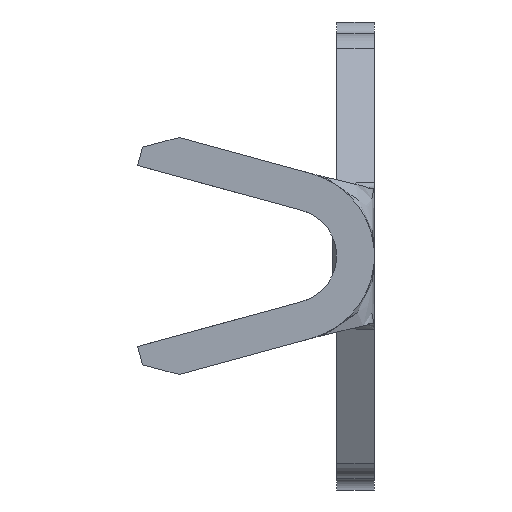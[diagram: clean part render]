
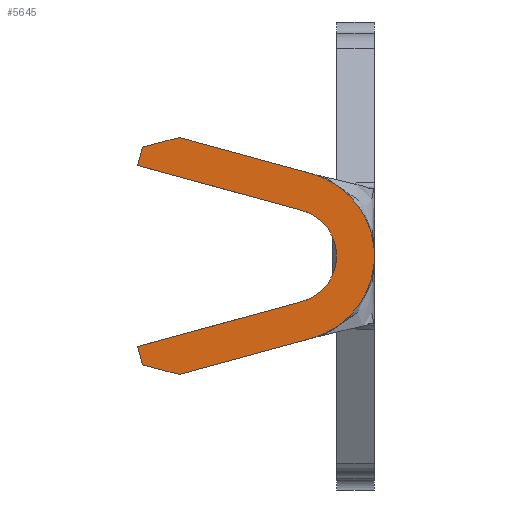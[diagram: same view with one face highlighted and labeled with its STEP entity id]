
A CAD part, left-side view. The second image highlights one B-rep face of the part: STEP entity #5645.
In plain terms, the highlighted planar face has unit normal (-1, 0, 0).
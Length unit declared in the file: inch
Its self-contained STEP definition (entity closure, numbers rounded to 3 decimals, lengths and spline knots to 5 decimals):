
#11 = VECTOR ( 'NONE', #2273, 39.37008 ) ;
#158 = EDGE_CURVE ( 'NONE', #2213, #2743, #3311, .T. ) ;
#316 = DIRECTION ( 'NONE',  ( 0., 0.967, -0.254 ) ) ;
#550 = CARTESIAN_POINT ( 'NONE',  ( -0.375, 0.05303, 0.06945 ) ) ;
#558 = EDGE_CURVE ( 'NONE', #5590, #5744, #2738, .T. ) ;
#808 = CARTESIAN_POINT ( 'NONE',  ( -0.375, 0.16483, -0.1 ) ) ;
#884 = PLANE ( 'NONE',  #2571 ) ;
#956 = EDGE_CURVE ( 'NONE', #5744, #2057, #1679, .T. ) ;
#1035 = VERTEX_POINT ( 'NONE', #1688 ) ;
#1041 = CARTESIAN_POINT ( 'NONE',  ( -0.375, 0.06146, 0.03859 ) ) ;
#1043 = VERTEX_POINT ( 'NONE', #1511 ) ;
#1060 = LINE ( 'NONE', #550, #4805 ) ;
#1254 = EDGE_LOOP ( 'NONE', ( #3385, #2487, #2771, #5811, #5891, #4834, #1839, #4586, #2791, #3140 ) ) ;
#1483 = LINE ( 'NONE', #2353, #6520 ) ;
#1511 = CARTESIAN_POINT ( 'NONE',  ( -0.375, 0.2, 0.07643 ) ) ;
#1548 = AXIS2_PLACEMENT_3D ( 'NONE', #2574, #2537, #2224 ) ;
#1573 = VECTOR ( 'NONE', #5077, 39.37008 ) ;
#1617 = EDGE_CURVE ( 'NONE', #5431, #5590, #1664, .T. ) ;
#1664 = LINE ( 'NONE', #3879, #5540 ) ;
#1679 = LINE ( 'NONE', #4587, #2729 ) ;
#1688 = CARTESIAN_POINT ( 'NONE',  ( -0.375, 0.16483, 0.1 ) ) ;
#1748 = EDGE_CURVE ( 'NONE', #2743, #5431, #2716, .T. ) ;
#1826 = CARTESIAN_POINT ( 'NONE',  ( -0.375, 0.05303, 0.06945 ) ) ;
#1839 = ORIENTED_EDGE ( 'NONE', *, *, #1748, .T. ) ;
#1850 = CARTESIAN_POINT ( 'NONE',  ( -0.375, 0.06146, -0.03859 ) ) ;
#1883 = DIRECTION ( 'NONE',  ( 0., 0.965, -0.264 ) ) ;
#1926 = DIRECTION ( 'NONE',  ( -1., 0., 0. ) ) ;
#2057 = VERTEX_POINT ( 'NONE', #5469 ) ;
#2084 = EDGE_CURVE ( 'NONE', #2955, #1043, #2630, .T. ) ;
#2096 = EDGE_CURVE ( 'NONE', #2057, #6398, #6319, .T. ) ;
#2152 = CARTESIAN_POINT ( 'NONE',  ( -0.375, 0.06146, -0.03859 ) ) ;
#2213 = VERTEX_POINT ( 'NONE', #1041 ) ;
#2224 = DIRECTION ( 'NONE',  ( 0., 0., 1. ) ) ;
#2273 = DIRECTION ( 'NONE',  ( 0., -0.967, -0.254 ) ) ;
#2353 = CARTESIAN_POINT ( 'NONE',  ( -0.375, 0.06146, 0.03859 ) ) ;
#2487 = ORIENTED_EDGE ( 'NONE', *, *, #4315, .T. ) ;
#2515 = AXIS2_PLACEMENT_3D ( 'NONE', #4040, #4018, #4000 ) ;
#2537 = DIRECTION ( 'NONE',  ( 1., 0., 0. ) ) ;
#2571 = AXIS2_PLACEMENT_3D ( 'NONE', #4941, #1926, #5442 ) ;
#2574 = CARTESIAN_POINT ( 'NONE',  ( -0.375, 0.072, 0. ) ) ;
#2630 = LINE ( 'NONE', #4992, #1573 ) ;
#2698 = VECTOR ( 'NONE', #316, 39.37008 ) ;
#2716 = LINE ( 'NONE', #1850, #4918 ) ;
#2729 = VECTOR ( 'NONE', #4657, 39.37008 ) ;
#2738 = LINE ( 'NONE', #5282, #11 ) ;
#2743 = VERTEX_POINT ( 'NONE', #2152 ) ;
#2760 = FACE_OUTER_BOUND ( 'NONE', #1254, .T. ) ;
#2771 = ORIENTED_EDGE ( 'NONE', *, *, #5035, .T. ) ;
#2791 = ORIENTED_EDGE ( 'NONE', *, *, #558, .T. ) ;
#2955 = VERTEX_POINT ( 'NONE', #5956 ) ;
#3140 = ORIENTED_EDGE ( 'NONE', *, *, #956, .T. ) ;
#3291 = CARTESIAN_POINT ( 'NONE',  ( -0.375, 0.2, -0.07643 ) ) ;
#3311 = CIRCLE ( 'NONE', #1548, 0.04 ) ;
#3385 = ORIENTED_EDGE ( 'NONE', *, *, #2096, .T. ) ;
#3401 = CARTESIAN_POINT ( 'NONE',  ( -0.375, 0.19578, -0.09187 ) ) ;
#3607 = DIRECTION ( 'NONE',  ( 0., -0.264, -0.965 ) ) ;
#3879 = CARTESIAN_POINT ( 'NONE',  ( -0.375, 0.2, -0.07643 ) ) ;
#4000 = DIRECTION ( 'NONE',  ( 0., 0., 1. ) ) ;
#4018 = DIRECTION ( 'NONE',  ( -1., 0., 0. ) ) ;
#4040 = CARTESIAN_POINT ( 'NONE',  ( -0.375, 0.072, 0. ) ) ;
#4315 = EDGE_CURVE ( 'NONE', #6398, #1035, #1060, .T. ) ;
#4586 = ORIENTED_EDGE ( 'NONE', *, *, #1617, .T. ) ;
#4587 = CARTESIAN_POINT ( 'NONE',  ( -0.375, 0.05303, -0.06945 ) ) ;
#4657 = DIRECTION ( 'NONE',  ( 0., -0.965, 0.264 ) ) ;
#4805 = VECTOR ( 'NONE', #5112, 39.37008 ) ;
#4834 = ORIENTED_EDGE ( 'NONE', *, *, #158, .T. ) ;
#4870 = CARTESIAN_POINT ( 'NONE',  ( -0.375, 0.19578, 0.09187 ) ) ;
#4918 = VECTOR ( 'NONE', #1883, 39.37008 ) ;
#4941 = CARTESIAN_POINT ( 'NONE',  ( -0.375, 0.072, 0. ) ) ;
#4992 = CARTESIAN_POINT ( 'NONE',  ( -0.375, 0.2, 0.07643 ) ) ;
#5011 = EDGE_CURVE ( 'NONE', #1043, #2213, #1483, .T. ) ;
#5035 = EDGE_CURVE ( 'NONE', #1035, #2955, #5355, .T. ) ;
#5077 = DIRECTION ( 'NONE',  ( 0., 0.264, -0.965 ) ) ;
#5112 = DIRECTION ( 'NONE',  ( 0., 0.965, 0.264 ) ) ;
#5282 = CARTESIAN_POINT ( 'NONE',  ( -0.375, 0.19578, -0.09187 ) ) ;
#5355 = LINE ( 'NONE', #4870, #2698 ) ;
#5431 = VERTEX_POINT ( 'NONE', #3291 ) ;
#5442 = DIRECTION ( 'NONE',  ( 0., 0., 1. ) ) ;
#5469 = CARTESIAN_POINT ( 'NONE',  ( -0.375, 0.05303, -0.06945 ) ) ;
#5540 = VECTOR ( 'NONE', #3607, 39.37008 ) ;
#5590 = VERTEX_POINT ( 'NONE', #3401 ) ;
#5645 = ADVANCED_FACE ( 'NONE', ( #2760 ), #884, .T. ) ;
#5744 = VERTEX_POINT ( 'NONE', #808 ) ;
#5811 = ORIENTED_EDGE ( 'NONE', *, *, #2084, .T. ) ;
#5891 = ORIENTED_EDGE ( 'NONE', *, *, #5011, .T. ) ;
#5956 = CARTESIAN_POINT ( 'NONE',  ( -0.375, 0.19578, 0.09187 ) ) ;
#6319 = CIRCLE ( 'NONE', #2515, 0.072 ) ;
#6365 = DIRECTION ( 'NONE',  ( 0., -0.965, -0.264 ) ) ;
#6398 = VERTEX_POINT ( 'NONE', #1826 ) ;
#6520 = VECTOR ( 'NONE', #6365, 39.37008 ) ;
